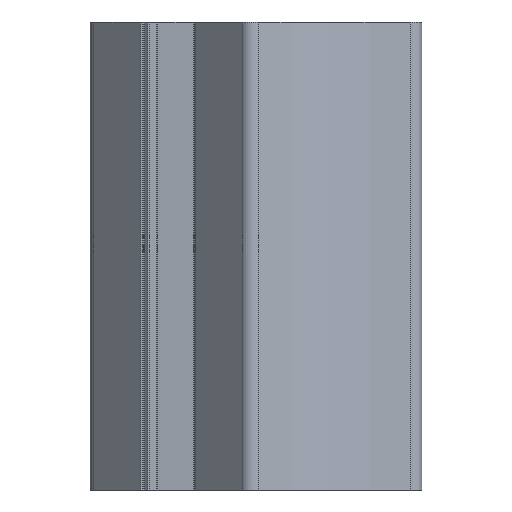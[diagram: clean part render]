
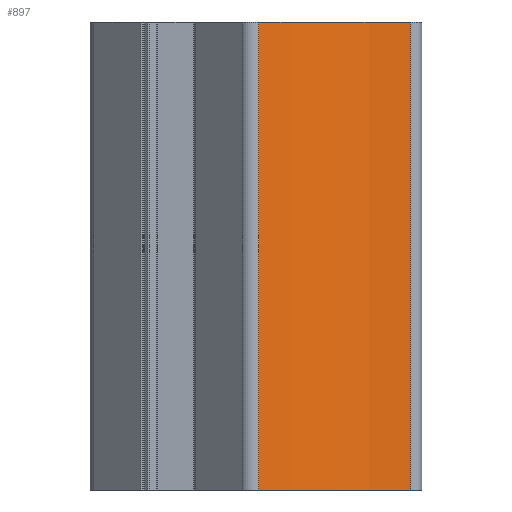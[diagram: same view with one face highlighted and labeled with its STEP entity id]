
A CAD part, left-side view. The second image highlights one B-rep face of the part: STEP entity #897.
In plain terms, the highlighted cylindrical face has radius 31 mm (diameter 62 mm), a partial arc.
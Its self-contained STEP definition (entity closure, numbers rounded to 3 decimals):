
#60 = VERTEX_POINT ( 'NONE', #3510 ) ;
#111 = LINE ( 'NONE', #3398, #432 ) ;
#349 = ORIENTED_EDGE ( 'NONE', *, *, #439, .F. ) ;
#358 = CIRCLE ( 'NONE', #3668, 31. ) ;
#432 = VECTOR ( 'NONE', #483, 1000. ) ;
#439 = EDGE_CURVE ( 'NONE', #3336, #1829, #2223, .T. ) ;
#483 = DIRECTION ( 'NONE',  ( 0., 0., 1. ) ) ;
#489 = VERTEX_POINT ( 'NONE', #4199 ) ;
#640 = DIRECTION ( 'NONE',  ( 0., 0., 1. ) ) ;
#865 = CARTESIAN_POINT ( 'NONE',  ( 30.967, 1.431, -60. ) ) ;
#897 = ADVANCED_FACE ( 'NONE', ( #1297 ), #4130, .F. ) ;
#933 = DIRECTION ( 'NONE',  ( 0., 0., 1. ) ) ;
#1006 = CARTESIAN_POINT ( 'NONE',  ( 0., 0., -60. ) ) ;
#1297 = FACE_OUTER_BOUND ( 'NONE', #2917, .T. ) ;
#1454 = DIRECTION ( 'NONE',  ( 0., 0., 1. ) ) ;
#1820 = VECTOR ( 'NONE', #933, 1000. ) ;
#1829 = VERTEX_POINT ( 'NONE', #3234 ) ;
#2054 = DIRECTION ( 'NONE',  ( 0., 0., 1. ) ) ;
#2145 = CARTESIAN_POINT ( 'NONE',  ( 0., 0., 0. ) ) ;
#2214 = DIRECTION ( 'NONE',  ( 1., 0., 0. ) ) ;
#2223 = CIRCLE ( 'NONE', #2809, 31. ) ;
#2374 = DIRECTION ( 'NONE',  ( 1., 0., 0. ) ) ;
#2526 = AXIS2_PLACEMENT_3D ( 'NONE', #3095, #2054, #2374 ) ;
#2605 = LINE ( 'NONE', #3367, #1820 ) ;
#2809 = AXIS2_PLACEMENT_3D ( 'NONE', #1006, #640, #3831 ) ;
#2917 = EDGE_LOOP ( 'NONE', ( #3793, #4079, #349, #4205 ) ) ;
#3095 = CARTESIAN_POINT ( 'NONE',  ( 0., 0., -60. ) ) ;
#3234 = CARTESIAN_POINT ( 'NONE',  ( 22.909, 20.885, -60. ) ) ;
#3336 = VERTEX_POINT ( 'NONE', #865 ) ;
#3367 = CARTESIAN_POINT ( 'NONE',  ( 30.967, 1.431, -60. ) ) ;
#3398 = CARTESIAN_POINT ( 'NONE',  ( 22.909, 20.885, -60. ) ) ;
#3510 = CARTESIAN_POINT ( 'NONE',  ( 30.967, 1.431, 0. ) ) ;
#3668 = AXIS2_PLACEMENT_3D ( 'NONE', #2145, #1454, #2214 ) ;
#3793 = ORIENTED_EDGE ( 'NONE', *, *, #4014, .T. ) ;
#3831 = DIRECTION ( 'NONE',  ( 1., 0., 0. ) ) ;
#3833 = EDGE_CURVE ( 'NONE', #1829, #489, #111, .T. ) ;
#4014 = EDGE_CURVE ( 'NONE', #60, #489, #358, .T. ) ;
#4079 = ORIENTED_EDGE ( 'NONE', *, *, #3833, .F. ) ;
#4130 = CYLINDRICAL_SURFACE ( 'NONE', #2526, 31. ) ;
#4195 = EDGE_CURVE ( 'NONE', #3336, #60, #2605, .T. ) ;
#4199 = CARTESIAN_POINT ( 'NONE',  ( 22.909, 20.885, 0. ) ) ;
#4205 = ORIENTED_EDGE ( 'NONE', *, *, #4195, .T. ) ;
